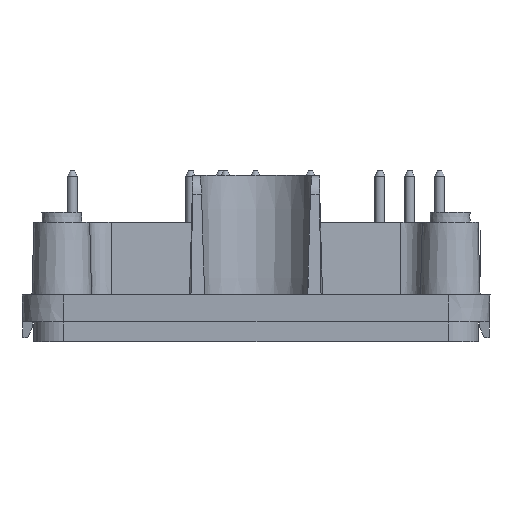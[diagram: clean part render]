
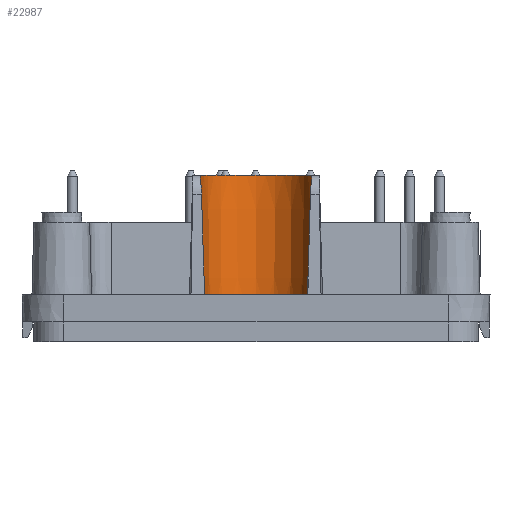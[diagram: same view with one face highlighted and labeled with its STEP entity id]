
A CAD part, left-side view. The second image highlights one B-rep face of the part: STEP entity #22987.
In plain terms, the highlighted conical face has half-angle 1 degrees and reference radius 5.538 mm.
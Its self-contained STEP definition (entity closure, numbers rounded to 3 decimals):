
#197=B_SPLINE_CURVE_WITH_KNOTS('',3,(#30826,#30827,#30828,#30829,#30830),
 .UNSPECIFIED.,.F.,.F.,(4,1,4),(0.,0.002,0.003),
 .UNSPECIFIED.);
#198=B_SPLINE_CURVE_WITH_KNOTS('',3,(#30838,#30839,#30840,#30841,#30842),
 .UNSPECIFIED.,.F.,.F.,(4,1,4),(0.,0.002,
0.003),.UNSPECIFIED.);
#702=CONICAL_SURFACE('',#24130,5.538,0.017);
#913=CIRCLE('',#24120,5.375);
#915=CIRCLE('',#24126,5.585);
#916=CIRCLE('',#24131,5.346);
#1708=ELLIPSE('',#24123,126.261,6.231);
#1709=ELLIPSE('',#24129,126.261,6.231);
#2119=ORIENTED_EDGE('',*,*,#7018,.T.);
#2120=ORIENTED_EDGE('',*,*,#7017,.T.);
#2121=ORIENTED_EDGE('',*,*,#7015,.T.);
#2122=ORIENTED_EDGE('',*,*,#7013,.T.);
#2123=ORIENTED_EDGE('',*,*,#7011,.T.);
#2124=ORIENTED_EDGE('',*,*,#7009,.T.);
#2125=ORIENTED_EDGE('',*,*,#7005,.T.);
#7005=EDGE_CURVE('',#9461,#9460,#913,.T.);
#7009=EDGE_CURVE('',#9463,#9461,#1708,.F.);
#7011=EDGE_CURVE('',#9464,#9463,#197,.T.);
#7013=EDGE_CURVE('',#9465,#9464,#915,.F.);
#7015=EDGE_CURVE('',#9466,#9465,#198,.T.);
#7017=EDGE_CURVE('',#9460,#9466,#1709,.F.);
#7018=EDGE_CURVE('',#9467,#9467,#916,.F.);
#9460=VERTEX_POINT('',#30814);
#9461=VERTEX_POINT('',#30816);
#9463=VERTEX_POINT('',#30823);
#9464=VERTEX_POINT('',#30831);
#9465=VERTEX_POINT('',#30835);
#9466=VERTEX_POINT('',#30843);
#9467=VERTEX_POINT('',#30849);
#13689=EDGE_LOOP('',(#2119));
#13690=EDGE_LOOP('',(#2120,#2121,#2122,#2123,#2124,#2125));
#15051=FACE_BOUND('',#13689,.T.);
#15052=FACE_BOUND('',#13690,.T.);
#22987=ADVANCED_FACE('',(#15051,#15052),#702,.F.);
#24120=AXIS2_PLACEMENT_3D('',#30815,#26081,#26082);
#24123=AXIS2_PLACEMENT_3D('',#30822,#26089,#26090);
#24126=AXIS2_PLACEMENT_3D('',#30834,#26097,#26098);
#24129=AXIS2_PLACEMENT_3D('',#30846,#26105,#26106);
#24130=AXIS2_PLACEMENT_3D('',#30847,#26107,#26108);
#24131=AXIS2_PLACEMENT_3D('',#30848,#26109,#26110);
#26081=DIRECTION('',(0.,0.,1.));
#26082=DIRECTION('',(-1.,0.,0.));
#26089=DIRECTION('',(0.999,0.,-0.052));
#26090=DIRECTION('',(0.052,0.,0.999));
#26097=DIRECTION('',(0.,0.,-1.));
#26098=DIRECTION('',(1.,0.,0.));
#26105=DIRECTION('',(0.999,0.,-0.052));
#26106=DIRECTION('',(0.052,0.,0.999));
#26107=DIRECTION('',(0.,0.,1.));
#26108=DIRECTION('',(-1.,0.,0.));
#26109=DIRECTION('',(0.,0.,1.));
#26110=DIRECTION('',(-1.,0.,0.));
#30814=CARTESIAN_POINT('',(-48.,-5.162,1.4));
#30815=CARTESIAN_POINT('',(-46.5,0.,1.4));
#30816=CARTESIAN_POINT('',(-48.,5.162,1.4));
#30822=CARTESIAN_POINT('',(-44.299,0.,72.017));
#30823=CARTESIAN_POINT('',(-47.47,5.466,11.505));
#30826=CARTESIAN_POINT('',(-45.473,5.49,13.4));
#30827=CARTESIAN_POINT('',(-45.977,5.584,13.4));
#30828=CARTESIAN_POINT('',(-46.987,5.597,12.996));
#30829=CARTESIAN_POINT('',(-47.444,5.48,12.016));
#30830=CARTESIAN_POINT('',(-47.47,5.466,11.505));
#30831=CARTESIAN_POINT('',(-45.473,5.49,13.4));
#30834=CARTESIAN_POINT('',(-46.5,0.,13.4));
#30835=CARTESIAN_POINT('',(-45.473,-5.49,13.4));
#30838=CARTESIAN_POINT('',(-47.47,-5.466,11.505));
#30839=CARTESIAN_POINT('',(-47.444,-5.48,12.016));
#30840=CARTESIAN_POINT('',(-46.988,-5.597,12.995));
#30841=CARTESIAN_POINT('',(-45.977,-5.584,13.4));
#30842=CARTESIAN_POINT('',(-45.473,-5.49,13.4));
#30843=CARTESIAN_POINT('',(-47.47,-5.466,11.505));
#30846=CARTESIAN_POINT('',(-44.299,0.,72.017));
#30847=CARTESIAN_POINT('',(-46.5,0.,10.697));
#30848=CARTESIAN_POINT('',(-46.5,0.,-0.3));
#30849=CARTESIAN_POINT('',(-51.846,0.,-0.3));
